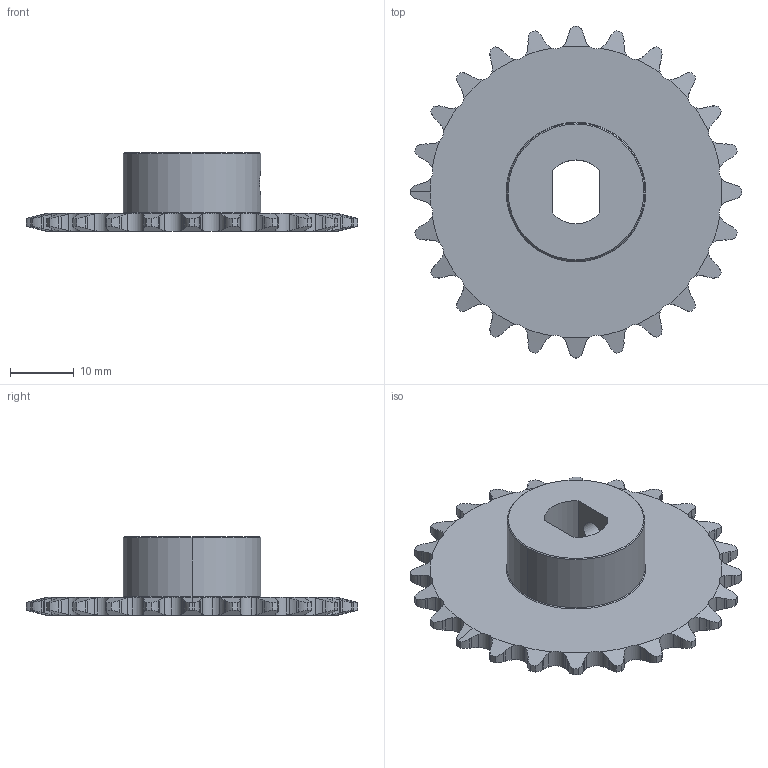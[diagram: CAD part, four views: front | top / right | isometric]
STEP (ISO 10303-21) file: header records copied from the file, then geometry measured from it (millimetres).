
FILE_DESCRIPTION (( 'STEP AP203' ), '1' );
FILE_NAME ('S25-24HA-10mm_DD.STEP', '2017-06-26T14:31:30', ( '' ), ( '' ), 'SwSTEP 2.0', 'SolidWorks 2017', '' );
FILE_SCHEMA (( 'CONFIG_CONTROL_DESIGN' ));
Length unit declared in the file: inch
Products named in the file (1): S25-24HA-10mm_DD
Bounding box: 52.04 x 52.04 x 12.32 mm (x, y, z)
Volume: 7548.6 mm3; surface area: 5104.7 mm2
Topology: 1 solids, 1 shells, 272 faces, 803 edges, 533 vertices
Faces by surface type: cylinder 165, cone 54, plane 53
Entity records: 9777 total; most frequent: CARTESIAN_POINT 3069, ORIENTED_EDGE 1606, DIRECTION 1114, EDGE_CURVE 803, VERTEX_POINT 533, AXIS2_PLACEMENT_3D 444, B_SPLINE_CURVE_WITH_KNOTS 406, EDGE_LOOP 276
